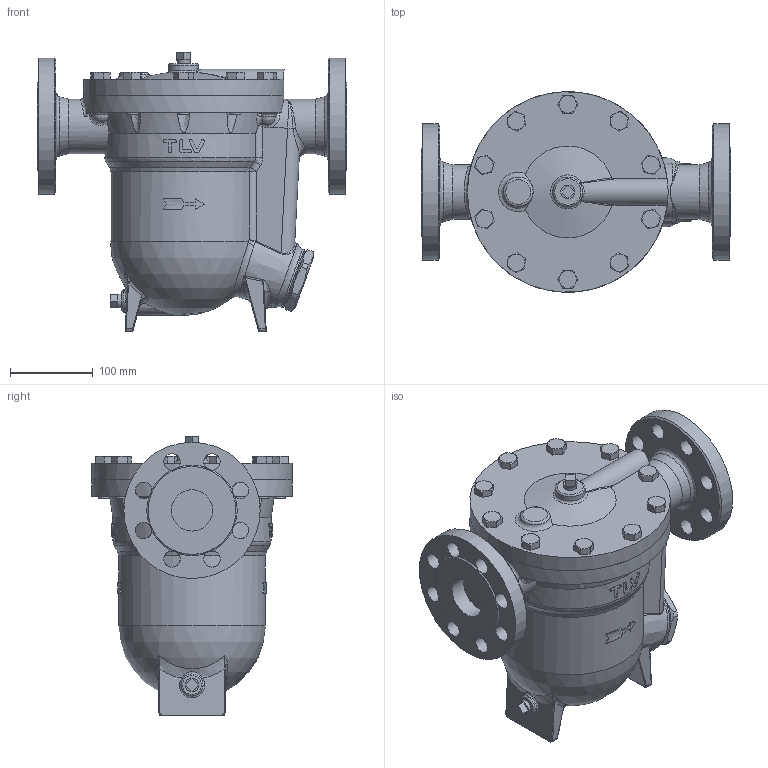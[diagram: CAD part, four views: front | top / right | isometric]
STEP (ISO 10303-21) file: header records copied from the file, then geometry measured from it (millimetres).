
FILE_DESCRIPTION((''),'2;1');
FILE_NAME('j72x0-050-a0250-00.stp','2010-06-02T13:46:59',('nakaot'),(''),'Autodesk Inventor 2008','Autodesk Inventor 2008','');
FILE_SCHEMA(('AUTOMOTIVE_DESIGN { 1 0 10303 214 1 1 1 1 }'));
Length unit declared in the file: millimetre
Products named in the file (1): j72x0-050-a0250-00
Bounding box: 375 x 242.94 x 339.1 mm (x, y, z)
Volume: 9720342.7 mm3; surface area: 489284.4 mm2
Topology: 5 solids, 5 shells, 510 faces, 1278 edges, 795 vertices
Faces by surface type: plane 197, bspline 122, cylinder 99, cone 82, torus 6, sphere 4
Full cylindrical faces by diameter (mm): 11.835 x2, 14 x16, 26.681 x1, 36 x1, 50 x2, 66 x2, 75 x1, 165 x2, 243 x1
Entity records: 26690 total; most frequent: CARTESIAN_POINT 15988, ORIENTED_EDGE 2288, DIRECTION 2008, EDGE_CURVE 1144, AXIS2_PLACEMENT_3D 850, VERTEX_POINT 746, EDGE_LOOP 664, FACE_OUTER_BOUND 510
